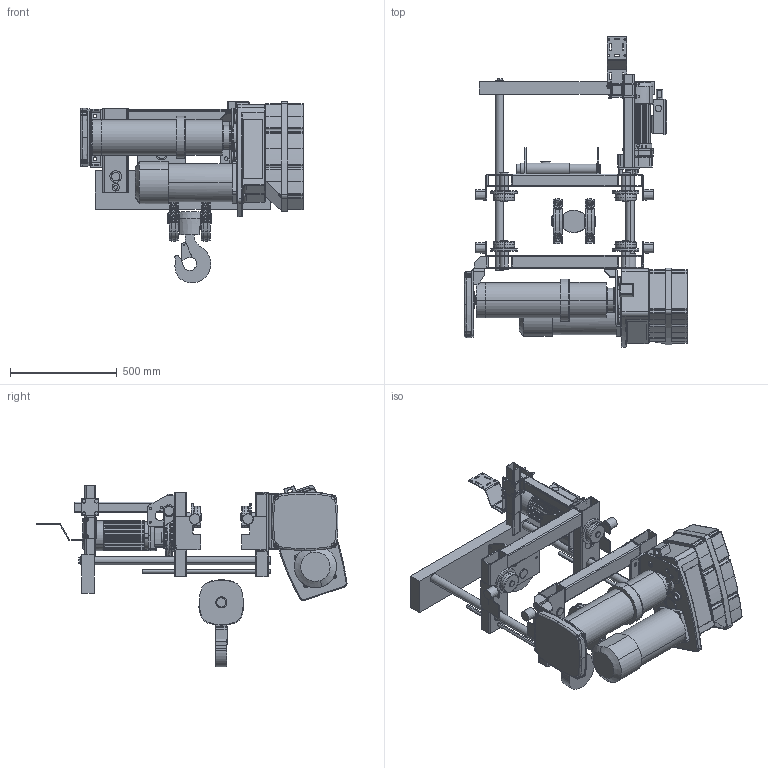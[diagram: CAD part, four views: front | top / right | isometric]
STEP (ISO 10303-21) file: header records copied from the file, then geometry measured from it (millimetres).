
FILE_DESCRIPTION(('STEP AP214'),'1');
FILE_NAME('export.stp','2018-10-28T16:08:18',(' '),(' '),'Spatial InterOp 3D',' ',' ');
FILE_SCHEMA(('AUTOMOTIVE_DESIGN { 1 0 10303 214 1 1 1 1 }'));
Length unit declared in the file: millimetre
Products named in the file (22): H1-OVERHEADX5X4X5X6; HOI_KE_S4_L21; HOI_KE_S4_L22; HOIST_UNIT_SH4; HOI_DRUMS4; HOI_GEARBOX; HOI_EQNON_EX_; ROPE_GUI1; ROPE_FIX3; TOW_STH1; TOW_SQBAR_D000706; TOW_D002899A; TOW_D000690; TOW_PL_D000309; FIX_PL_D000717; GEAR_SF171; MOT_8_2F1; HOI_MOT_H4; Crane_3D; HOOK_H162_4; HOOK_BLOCK; HOOK_RSN2.5
Assembly tree (21 placements, depth 4):
  Crane_3D
    H1-OVERHEADX5X4X5X6
      HOI_KE_S4_L21
      HOI_KE_S4_L22
      HOIST_UNIT_SH4
        HOI_DRUMS4
        HOI_GEARBOX
        HOI_EQNON_EX_
        ROPE_GUI1
      ROPE_FIX3
      TOW_STH1
        TOW_SQBAR_D000706
        TOW_D002899A
        TOW_D000690
        TOW_PL_D000309
        FIX_PL_D000717
      GEAR_SF171
      MOT_8_2F1
      HOI_MOT_H4
    HOOK_H162_4
      HOOK_BLOCK
      HOOK_RSN2.5
Bounding box: 1047 x 1453.57 x 853 mm (x, y, z)
Volume: 97904123.4 mm3; surface area: 6654165.8 mm2
Topology: 23 solids, 24 shells, 2753 faces, 7036 edges, 4472 vertices
Faces by surface type: cylinder 1253, plane 1087, torus 283, cone 92, extrusion 18, bspline 16, sphere 4
Entity records: 127662 total; most frequent: CARTESIAN_POINT 19752, DIRECTION 15843, ORIENTED_EDGE 14046, EDGE_CURVE 7023, AXIS2_PLACEMENT_3D 6247, STYLED_ITEM 5862, PRESENTATION_STYLE_ASSIGNMENT 5862, COLOUR_RGB 5862
